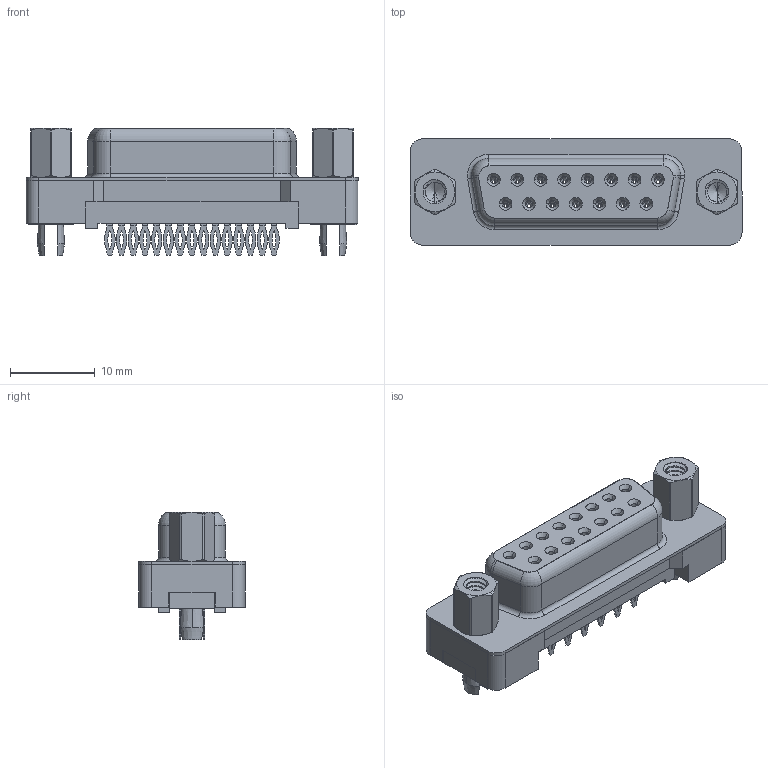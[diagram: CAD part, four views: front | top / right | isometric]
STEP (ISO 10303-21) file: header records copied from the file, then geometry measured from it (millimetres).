
FILE_DESCRIPTION (( 'STEP AP203' ), '1' );
FILE_NAME ('628-015-226-217.STEP', '2020-07-15T23:14:30', ( '' ), ( '' ), 'SwSTEP 2.0', 'SolidWorks 2020', '' );
FILE_SCHEMA (( 'CONFIG_CONTROL_DESIGN' ));
Length unit declared in the file: millimetre
Products named in the file (7): 628 4-40 Hex Standoff; 628-015-226-217; 628 PB 4-40 Threaded Rivet with Boardlock; 628 PB Contact Row 2_26; 628 Plastic Body Housing_15 Contacts; 628 PB Shell_15 Contacts; 628 PB Contact Row 1_26
Assembly tree (21 placements, depth 2):
  628-015-226-217
    628 Plastic Body Housing_15 Contacts
    628 PB Shell_15 Contacts
    628 PB Contact Row 1_26  x8
    628 PB Contact Row 2_26  x7
    628 4-40 Hex Standoff  x2
    628 PB 4-40 Threaded Rivet with Boardlock  x2
Bounding box: 39.2 x 12.55 x 15.05 mm (x, y, z)
Volume: 2694.2 mm3; surface area: 6462 mm2
Topology: 21 solids, 21 shells, 1737 faces, 4285 edges, 2618 vertices
Faces by surface type: plane 686, cylinder 470, bspline 348, cone 117, torus 116
Entity records: 23002 total; most frequent: CARTESIAN_POINT 8550, ORIENTED_EDGE 2864, DIRECTION 2626, EDGE_CURVE 1432, AXIS2_PLACEMENT_3D 916, VERTEX_POINT 898, LINE 794, VECTOR 794
